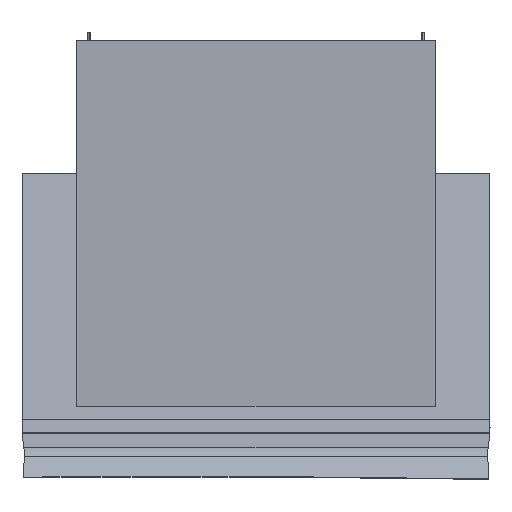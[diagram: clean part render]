
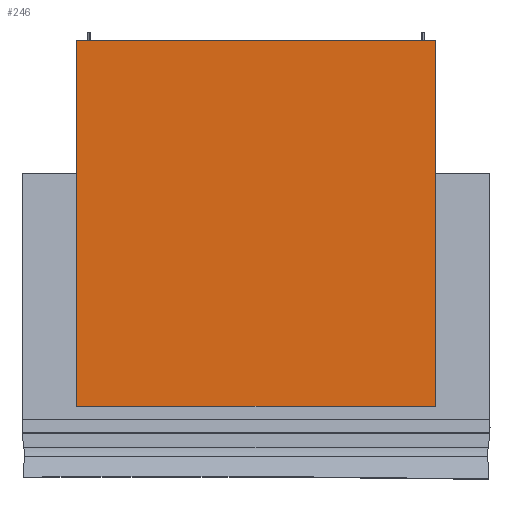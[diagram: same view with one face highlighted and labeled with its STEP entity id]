
A CAD part, top view. The second image highlights one B-rep face of the part: STEP entity #246.
In plain terms, the highlighted planar face has unit normal (0, 0, 1).
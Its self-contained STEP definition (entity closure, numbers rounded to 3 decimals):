
#2 = ORIENTED_EDGE ( 'NONE', *, *, #244, .T. ) ;
#3 = ORIENTED_EDGE ( 'NONE', *, *, #182, .F. ) ;
#4 = ORIENTED_EDGE ( 'NONE', *, *, #251, .F. ) ;
#7 = ORIENTED_EDGE ( 'NONE', *, *, #199, .F. ) ;
#103 = VERTEX_POINT ( 'NONE', #873 ) ;
#104 = VERTEX_POINT ( 'NONE', #872 ) ;
#182 = EDGE_CURVE ( 'NONE', #103, #104, #1007, .T. ) ;
#197 = VERTEX_POINT ( 'NONE', #1048 ) ;
#199 = EDGE_CURVE ( 'NONE', #197, #220, #1047, .T. ) ;
#220 = VERTEX_POINT ( 'NONE', #1067 ) ;
#244 = EDGE_CURVE ( 'NONE', #197, #104, #1102, .T. ) ;
#246 = ADVANCED_FACE ( 'NONE', ( #1095 ), #1093, .F. ) ;
#247 = EDGE_LOOP ( 'NONE', ( #2, #3, #4, #7 ) ) ;
#251 = EDGE_CURVE ( 'NONE', #220, #103, #1146, .T. ) ;
#872 = CARTESIAN_POINT ( 'NONE',  ( -327.5, -378.164, 655. ) ) ;
#873 = CARTESIAN_POINT ( 'NONE',  ( 327.5, -378.164, 655. ) ) ;
#1004 = DIRECTION ( 'NONE',  ( -1., 0., 0. ) ) ;
#1005 = VECTOR ( 'NONE', #1004, 1000. ) ;
#1006 = CARTESIAN_POINT ( 'NONE',  ( 327.5, -378.164, 655. ) ) ;
#1007 = LINE ( 'NONE', #1006, #1005 ) ;
#1044 = DIRECTION ( 'NONE',  ( 1., 0., 0. ) ) ;
#1045 = VECTOR ( 'NONE', #1044, 1000. ) ;
#1046 = CARTESIAN_POINT ( 'NONE',  ( 327.5, 290., 655. ) ) ;
#1047 = LINE ( 'NONE', #1046, #1045 ) ;
#1048 = CARTESIAN_POINT ( 'NONE',  ( -327.5, 290., 655. ) ) ;
#1067 = CARTESIAN_POINT ( 'NONE',  ( 327.5, 290., 655. ) ) ;
#1089 = DIRECTION ( 'NONE',  ( -1., 0., 0. ) ) ;
#1090 = DIRECTION ( 'NONE',  ( 0., 0., -1. ) ) ;
#1091 = CARTESIAN_POINT ( 'NONE',  ( 327.5, 290., 655. ) ) ;
#1092 = AXIS2_PLACEMENT_3D ( 'NONE', #1091, #1090, #1089 ) ;
#1093 = PLANE ( 'NONE',  #1092 ) ;
#1095 = FACE_OUTER_BOUND ( 'NONE', #247, .T. ) ;
#1096 = DIRECTION ( 'NONE',  ( 0., -1., 0. ) ) ;
#1097 = VECTOR ( 'NONE', #1096, 1000. ) ;
#1098 = CARTESIAN_POINT ( 'NONE',  ( -327.5, 290., 655. ) ) ;
#1102 = LINE ( 'NONE', #1098, #1097 ) ;
#1142 = DIRECTION ( 'NONE',  ( 0., -1., 0. ) ) ;
#1143 = VECTOR ( 'NONE', #1142, 1000. ) ;
#1144 = CARTESIAN_POINT ( 'NONE',  ( 327.5, 290., 655. ) ) ;
#1146 = LINE ( 'NONE', #1144, #1143 ) ;
